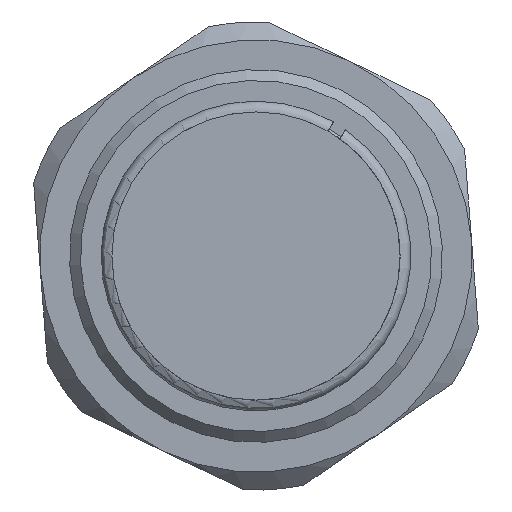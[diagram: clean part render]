
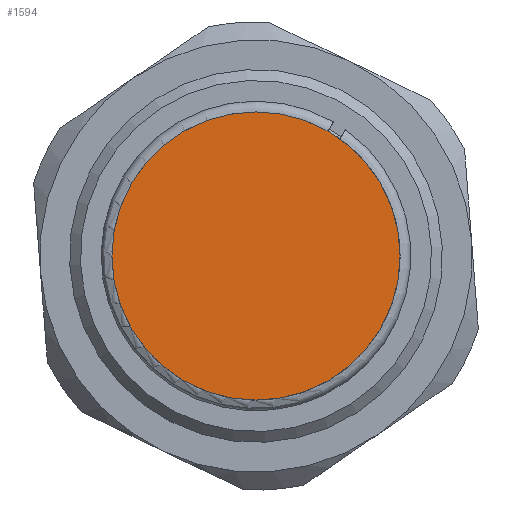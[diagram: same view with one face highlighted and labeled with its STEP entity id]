
A CAD part, left-side view. The second image highlights one B-rep face of the part: STEP entity #1594.
In plain terms, the highlighted planar face has unit normal (-1, 0, 0).
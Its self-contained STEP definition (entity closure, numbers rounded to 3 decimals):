
#1578=CARTESIAN_POINT('',(0.,3.5,0.0));
#1579=DIRECTION('',(-1.0,0.0,0.0));
#1580=DIRECTION('',(0.0,0.0,1.0));
#1581=AXIS2_PLACEMENT_3D('',#1578,#1579,#1580);
#1582=PLANE('',#1581);
#1583=CARTESIAN_POINT('',(0.,4.0,0.0));
#1584=VERTEX_POINT('',#1583);
#1585=CARTESIAN_POINT('',(0.0,0.0,0.0));
#1586=DIRECTION('',(1.0,0.0,0.0));
#1587=DIRECTION('',(0.0,1.0,0.0));
#1588=AXIS2_PLACEMENT_3D('',#1585,#1586,#1587);
#1589=CIRCLE('',#1588,4.0);
#1590=EDGE_CURVE('',#1584,#1584,#1589,.T.);
#1591=ORIENTED_EDGE('',*,*,#1590,.F.);
#1592=EDGE_LOOP('',(#1591));
#1593=FACE_OUTER_BOUND('',#1592,.T.);
#1594=ADVANCED_FACE('',(#1593),#1582,.T.);
